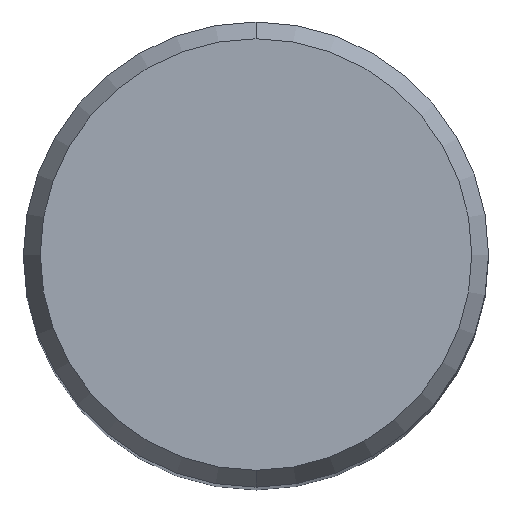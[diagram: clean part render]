
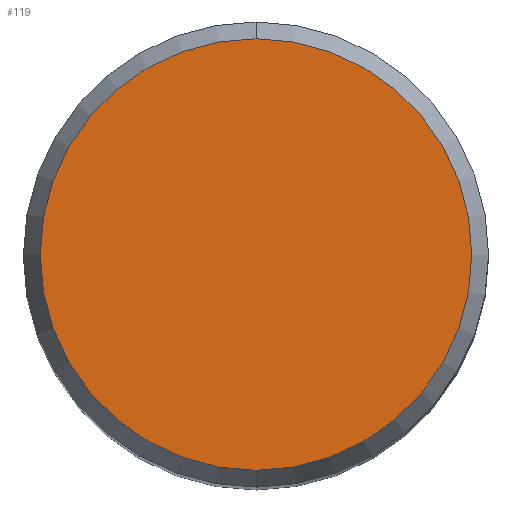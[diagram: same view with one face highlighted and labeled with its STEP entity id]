
A CAD part, top view. The second image highlights one B-rep face of the part: STEP entity #119.
In plain terms, the highlighted planar face has unit normal (0, 0, 1).
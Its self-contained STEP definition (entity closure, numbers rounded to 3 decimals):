
#119=ADVANCED_FACE('',(#251),#252,.T.);
#125=EDGE_CURVE('',#147,#165,#258,.T.);
#133=EDGE_CURVE('',#165,#147,#267,.T.);
#147=VERTEX_POINT('',#282);
#165=VERTEX_POINT('',#302);
#251=FACE_OUTER_BOUND('',#393,.T.);
#252=PLANE('',#394);
#258=CIRCLE('',#402,5.892);
#267=CIRCLE('',#412,5.892);
#282=CARTESIAN_POINT('',(0.0,5.892,0.01));
#302=CARTESIAN_POINT('',(0.,-5.892,0.01));
#393=EDGE_LOOP('',(#556,#557));
#394=AXIS2_PLACEMENT_3D('',#558,#559,#560);
#402=AXIS2_PLACEMENT_3D('',#564,#565,#566);
#412=AXIS2_PLACEMENT_3D('',#579,#580,#581);
#556=ORIENTED_EDGE('',*,*,#125,.F.);
#557=ORIENTED_EDGE('',*,*,#133,.F.);
#558=CARTESIAN_POINT('',(0.0,2.946,0.01));
#559=DIRECTION('',(-0.0,0.0,1.0));
#560=DIRECTION('',(0.0,-1.0,0.0));
#564=CARTESIAN_POINT('',(0.0,0.0,0.01));
#565=DIRECTION('',(0.0,0.0,-1.0));
#566=DIRECTION('',(0.0,1.0,0.0));
#579=CARTESIAN_POINT('',(0.0,0.0,0.01));
#580=DIRECTION('',(0.0,0.0,-1.0));
#581=DIRECTION('',(0.0,1.0,0.0));
